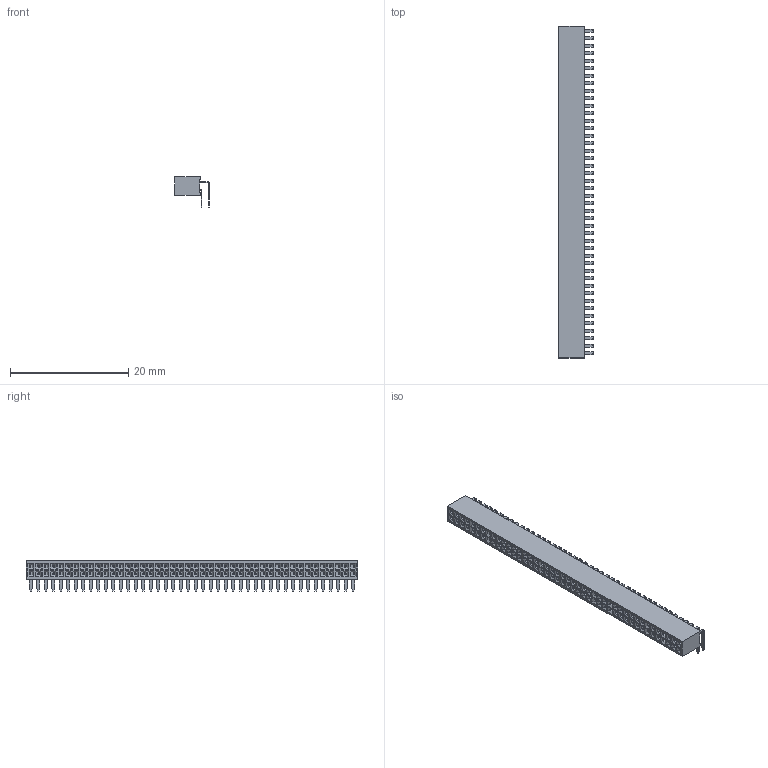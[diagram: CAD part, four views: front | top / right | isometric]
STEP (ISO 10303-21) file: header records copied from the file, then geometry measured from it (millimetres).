
FILE_DESCRIPTION(/* description */ ('model of PinSocket_2x44_P1.27mm_Horizontal'),/* implementation_level */ '2;1');
FILE_NAME(/* name */ 'PinSocket_2x44_P1.27mm_Horizontal.step',/* time_stamp */ '1970-01-01T00:00:00',/* author */ ('KiCAD','kicad'),/* organization */ ('OCCT'),/* preprocessor_version */ '',/* originating_system */ 'KiCAD',/* authorisation */ '');
FILE_SCHEMA(('AUTOMOTIVE_DESIGN { 1 0 10303 214 1 1 1 1 }'));
Length unit declared in the file: millimetre
Products named in the file (1): PinSocket_2x44_P1.27mm_Horizontal
Bounding box: 5.89 x 56.23 x 5.12 mm (x, y, z)
Volume: 694.8 mm3; surface area: 2057.6 mm2
Topology: 1 solids, 1 shells, 2650 faces, 7064 edges, 4592 vertices
Faces by surface type: plane 2474, cylinder 176
Entity records: 52183 total; most frequent: ORIENTED_EDGE 10596, EDGE_CURVE 7064, CARTESIAN_POINT 6620, LINE 6358, VERTEX_POINT 4592, FACE_BOUND 2826, EDGE_LOOP 2826, ADVANCED_FACE 2650
